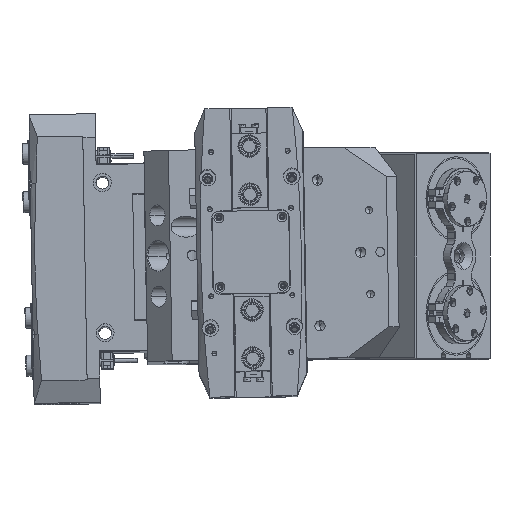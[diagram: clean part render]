
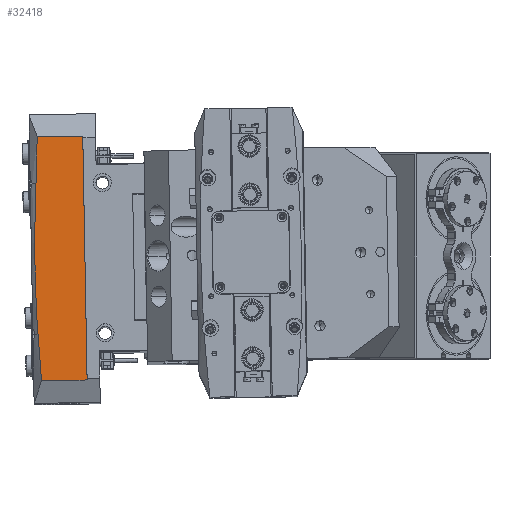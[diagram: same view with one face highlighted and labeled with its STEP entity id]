
A CAD part, front view. The second image highlights one B-rep face of the part: STEP entity #32418.
In plain terms, the highlighted face is planar.
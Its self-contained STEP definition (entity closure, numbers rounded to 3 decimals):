
#12680 = VERTEX_POINT ( 'NONE', #18550 ) ;
#17006 = CARTESIAN_POINT ( 'NONE',  ( 81.143, 24.815, -35.5 ) ) ;
#18550 = CARTESIAN_POINT ( 'NONE',  ( -81.143, -5.5, -35.5 ) ) ;
#20963 = VERTEX_POINT ( 'NONE', #47885 ) ;
#21926 = CARTESIAN_POINT ( 'NONE',  ( -13.252, 28.004, -35.5 ) ) ;
#24026 = VECTOR ( 'NONE', #108619, 1000. ) ;
#26355 = EDGE_CURVE ( 'NONE', #12680, #85521, #107452, .T. ) ;
#30170 = DIRECTION ( 'NONE',  ( 0., 1., 0. ) ) ;
#32418 = ADVANCED_FACE ( 'NONE', ( #111123 ), #37461, .T. ) ;
#33438 = B_SPLINE_CURVE_WITH_KNOTS ( 'NONE', 3,
 ( #48394, #38531, #65390, #57866, #75604, #111577, #85076, #75994, #21926, #66552, #111175, #84701 ),
 .UNSPECIFIED., .F., .F.,
 ( 4, 2, 2, 2, 2, 4 ),
 ( 0.31, 0.32, 0.33, 0.35, 0.391, 0.472 ),
 .UNSPECIFIED. ) ;
#37461 = PLANE ( 'NONE',  #74803 ) ;
#38531 = CARTESIAN_POINT ( 'NONE',  ( -77.751, 25.081, -35.5 ) ) ;
#38980 = VERTEX_POINT ( 'NONE', #17006 ) ;
#42706 = VECTOR ( 'NONE', #110854, 1000. ) ;
#46547 = DIRECTION ( 'NONE',  ( 0., 0., -1. ) ) ;
#46936 = CARTESIAN_POINT ( 'NONE',  ( 0., 0., -35.5 ) ) ;
#47885 = CARTESIAN_POINT ( 'NONE',  ( 81.143, -5.5, -35.5 ) ) ;
#48394 = CARTESIAN_POINT ( 'NONE',  ( -81.143, 24.815, -35.5 ) ) ;
#50357 = CARTESIAN_POINT ( 'NONE',  ( -81.143, 24.815, -35.5 ) ) ;
#55192 = LINE ( 'NONE', #73857, #24026 ) ;
#57866 = CARTESIAN_POINT ( 'NONE',  ( -67.56, 25.797, -35.5 ) ) ;
#60236 = ORIENTED_EDGE ( 'NONE', *, *, #112741, .T. ) ;
#65390 = CARTESIAN_POINT ( 'NONE',  ( -74.356, 25.33, -35.5 ) ) ;
#66062 = CARTESIAN_POINT ( 'NONE',  ( -81.143, -20., -35.5 ) ) ;
#66552 = CARTESIAN_POINT ( 'NONE',  ( 27.326, 27.993, -35.5 ) ) ;
#70282 = VECTOR ( 'NONE', #30170, 1000. ) ;
#70728 = EDGE_CURVE ( 'NONE', #20963, #38980, #103419, .T. ) ;
#73084 = EDGE_CURVE ( 'NONE', #85521, #38980, #33438, .T. ) ;
#73857 = CARTESIAN_POINT ( 'NONE',  ( 88.237, -5.5, -35.5 ) ) ;
#74803 = AXIS2_PLACEMENT_3D ( 'NONE', #46936, #46547, #109726 ) ;
#75604 = CARTESIAN_POINT ( 'NONE',  ( -64.157, 26.013, -35.5 ) ) ;
#75994 = CARTESIAN_POINT ( 'NONE',  ( -26.802, 27.741, -35.5 ) ) ;
#77106 = ORIENTED_EDGE ( 'NONE', *, *, #73084, .T. ) ;
#84701 = CARTESIAN_POINT ( 'NONE',  ( 81.143, 24.815, -35.5 ) ) ;
#85076 = CARTESIAN_POINT ( 'NONE',  ( -47.164, 26.945, -35.5 ) ) ;
#85521 = VERTEX_POINT ( 'NONE', #50357 ) ;
#89526 = ORIENTED_EDGE ( 'NONE', *, *, #26355, .T. ) ;
#101357 = CARTESIAN_POINT ( 'NONE',  ( 81.143, -20., -35.5 ) ) ;
#101627 = EDGE_LOOP ( 'NONE', ( #89526, #77106, #116447, #60236 ) ) ;
#103419 = LINE ( 'NONE', #101357, #42706 ) ;
#107452 = LINE ( 'NONE', #66062, #70282 ) ;
#108619 = DIRECTION ( 'NONE',  ( -1., 0., 0. ) ) ;
#109726 = DIRECTION ( 'NONE',  ( -1., 0., 0. ) ) ;
#110854 = DIRECTION ( 'NONE',  ( 0., 1., 0. ) ) ;
#111123 = FACE_OUTER_BOUND ( 'NONE', #101627, .T. ) ;
#111175 = CARTESIAN_POINT ( 'NONE',  ( 54.281, 26.92, -35.5 ) ) ;
#111577 = CARTESIAN_POINT ( 'NONE',  ( -53.958, 26.613, -35.5 ) ) ;
#112741 = EDGE_CURVE ( 'NONE', #20963, #12680, #55192, .T. ) ;
#116447 = ORIENTED_EDGE ( 'NONE', *, *, #70728, .F. ) ;
